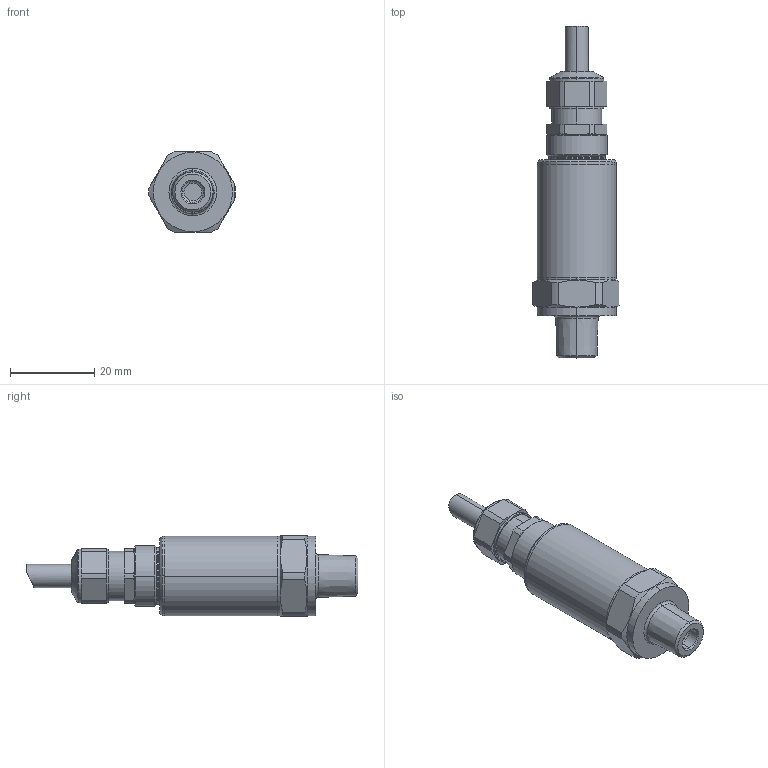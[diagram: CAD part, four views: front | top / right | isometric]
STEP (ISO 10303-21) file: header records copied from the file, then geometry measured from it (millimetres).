
FILE_DESCRIPTION (( 'STEP AP214' ), '1' );
FILE_NAME ('825X.XX.XX.16.22_24_88.STEP', '2019-08-09T10:57:49', ( '' ), ( '' ), 'SwSTEP 2.0', 'SolidWorks 2016', '' );
FILE_SCHEMA (( 'AUTOMOTIVE_DESIGN' ));
Length unit declared in the file: millimetre
Products named in the file (4): C24155_16_C24155; Kabel_22_24_88; C21542_defeatured; 825X.XX.XX.16.22_24_88
Assembly tree (3 placements, depth 2):
  825X.XX.XX.16.22_24_88
    C21542_defeatured
    C24155_16_C24155
    Kabel_22_24_88
Bounding box: 20.59 x 78.78 x 19 mm (x, y, z)
Volume: 15351.8 mm3; surface area: 5868.2 mm2
Topology: 3 solids, 3 shells, 132 faces, 295 edges, 180 vertices
Faces by surface type: cylinder 47, plane 36, cone 34, torus 10, bspline 5
Entity records: 4509 total; most frequent: CARTESIAN_POINT 1013, DIRECTION 673, ORIENTED_EDGE 590, EDGE_CURVE 295, AXIS2_PLACEMENT_3D 280, VERTEX_POINT 180, CIRCLE 147, EDGE_LOOP 145
